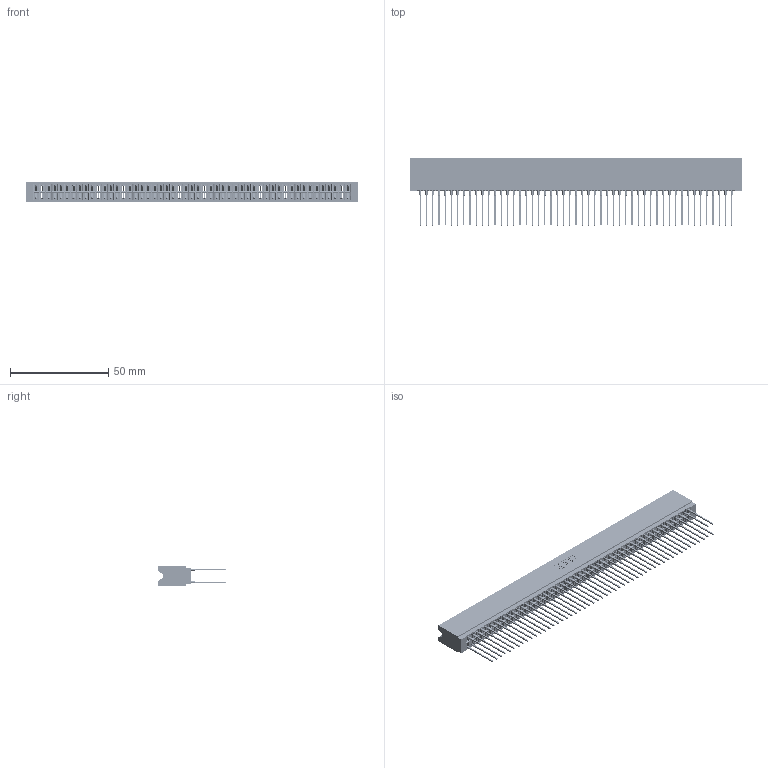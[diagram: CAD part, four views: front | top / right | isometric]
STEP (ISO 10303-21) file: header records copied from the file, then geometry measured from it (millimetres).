
FILE_DESCRIPTION (( 'STEP AP203' ), '1' );
FILE_NAME ('746-102-553-606.STEP', '2026-03-04T23:00:32', ( '' ), ( '' ), 'SwSTEP 2.0', 'SolidWorks 2023', '' );
FILE_SCHEMA (( 'CONFIG_CONTROL_DESIGN' ));
Length unit declared in the file: millimetre
Products named in the file (3): 746-292-001_553; 746 Part_.340 Slot Depth - 06; 746-102-553-606
Assembly tree (103 placements, depth 2):
  746-102-553-606
    746 Part_.340 Slot Depth - 06
    746-292-001_553  x102
Bounding box: 169.16 x 34.2 x 9.91 mm (x, y, z)
Volume: 19839 mm3; surface area: 31388.9 mm2
Topology: 103 solids, 103 shells, 9227 faces, 25357 edges, 16138 vertices
Faces by surface type: plane 4748, bspline 2040, cylinder 1827, torus 612
Entity records: 77447 total; most frequent: CARTESIAN_POINT 15318, ORIENTED_EDGE 13344, DIRECTION 11126, EDGE_CURVE 6672, VECTOR 5978, LINE 5978, VERTEX_POINT 4422, AXIS2_PLACEMENT_3D 2574
